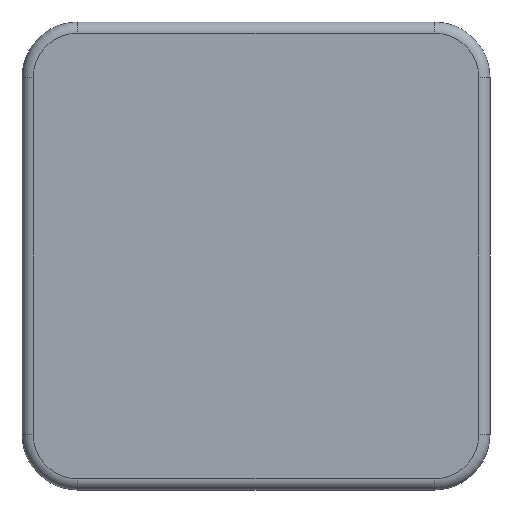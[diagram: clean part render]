
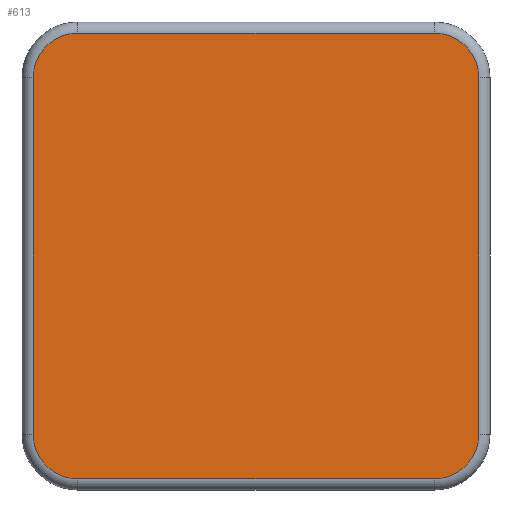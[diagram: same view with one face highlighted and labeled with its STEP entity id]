
A CAD part, front view. The second image highlights one B-rep face of the part: STEP entity #613.
In plain terms, the highlighted planar face has unit normal (0, -1, 0).
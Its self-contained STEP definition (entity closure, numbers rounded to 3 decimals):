
#21=PLANE('',#693);
#30=LINE('',#1026,#58);
#32=LINE('',#1038,#60);
#34=LINE('',#1050,#62);
#36=LINE('',#1059,#64);
#58=VECTOR('',#786,10.);
#60=VECTOR('',#800,10.);
#62=VECTOR('',#814,10.);
#64=VECTOR('',#826,10.);
#113=FACE_OUTER_BOUND('',#155,.T.);
#155=EDGE_LOOP('',(#449,#450,#451,#452,#453,#454,#455,#456));
#190=CIRCLE('',#665,4.);
#196=CIRCLE('',#673,4.);
#200=CIRCLE('',#679,4.);
#204=CIRCLE('',#685,4.);
#254=VERTEX_POINT('',#1014);
#255=VERTEX_POINT('',#1016);
#257=VERTEX_POINT('',#1022);
#259=VERTEX_POINT('',#1028);
#261=VERTEX_POINT('',#1034);
#263=VERTEX_POINT('',#1040);
#265=VERTEX_POINT('',#1046);
#267=VERTEX_POINT('',#1052);
#310=EDGE_CURVE('',#254,#255,#190,.T.);
#315=EDGE_CURVE('',#255,#257,#30,.T.);
#318=EDGE_CURVE('',#257,#259,#196,.T.);
#321=EDGE_CURVE('',#259,#261,#32,.T.);
#324=EDGE_CURVE('',#261,#263,#200,.T.);
#327=EDGE_CURVE('',#263,#265,#34,.T.);
#330=EDGE_CURVE('',#265,#267,#204,.T.);
#332=EDGE_CURVE('',#267,#254,#36,.T.);
#449=ORIENTED_EDGE('',*,*,#310,.F.);
#450=ORIENTED_EDGE('',*,*,#332,.F.);
#451=ORIENTED_EDGE('',*,*,#330,.F.);
#452=ORIENTED_EDGE('',*,*,#327,.F.);
#453=ORIENTED_EDGE('',*,*,#324,.F.);
#454=ORIENTED_EDGE('',*,*,#321,.F.);
#455=ORIENTED_EDGE('',*,*,#318,.F.);
#456=ORIENTED_EDGE('',*,*,#315,.F.);
#613=ADVANCED_FACE('',(#113),#21,.F.);
#665=AXIS2_PLACEMENT_3D('',#1017,#775,#776);
#673=AXIS2_PLACEMENT_3D('',#1032,#793,#794);
#679=AXIS2_PLACEMENT_3D('',#1044,#807,#808);
#685=AXIS2_PLACEMENT_3D('',#1056,#821,#822);
#693=AXIS2_PLACEMENT_3D('',#1078,#846,#847);
#775=DIRECTION('center_axis',(0.,1.,0.));
#776=DIRECTION('ref_axis',(-0.707,0.,-0.707));
#786=DIRECTION('',(0.,0.,1.));
#793=DIRECTION('center_axis',(0.,1.,0.));
#794=DIRECTION('ref_axis',(-0.707,0.,0.707));
#800=DIRECTION('',(1.,0.,0.));
#807=DIRECTION('center_axis',(0.,1.,0.));
#808=DIRECTION('ref_axis',(0.707,0.,0.707));
#814=DIRECTION('',(0.,0.,-1.));
#821=DIRECTION('center_axis',(0.,1.,0.));
#822=DIRECTION('ref_axis',(0.707,0.,-0.707));
#826=DIRECTION('',(-1.,0.,0.));
#846=DIRECTION('center_axis',(0.,1.,0.));
#847=DIRECTION('ref_axis',(0.,0.,1.));
#1014=CARTESIAN_POINT('',(5.,0.,-41.));
#1016=CARTESIAN_POINT('',(1.,0.,-37.));
#1017=CARTESIAN_POINT('Origin',(5.,0.,-37.));
#1022=CARTESIAN_POINT('',(1.,0.,-5.));
#1026=CARTESIAN_POINT('',(1.,0.,-31.5));
#1028=CARTESIAN_POINT('',(5.,0.,-1.));
#1032=CARTESIAN_POINT('Origin',(5.,0.,-5.));
#1034=CARTESIAN_POINT('',(37.,0.,-1.));
#1038=CARTESIAN_POINT('',(10.5,0.,-1.));
#1040=CARTESIAN_POINT('',(41.,0.,-5.));
#1044=CARTESIAN_POINT('Origin',(37.,0.,-5.));
#1046=CARTESIAN_POINT('',(41.,0.,-37.));
#1050=CARTESIAN_POINT('',(41.,0.,-10.5));
#1052=CARTESIAN_POINT('',(37.,0.,-41.));
#1056=CARTESIAN_POINT('Origin',(37.,0.,-37.));
#1059=CARTESIAN_POINT('',(31.5,0.,-41.));
#1078=CARTESIAN_POINT('Origin',(21.,0.,-21.));
